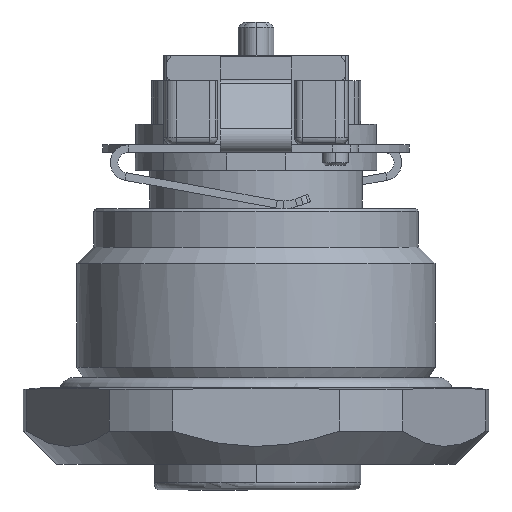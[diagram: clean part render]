
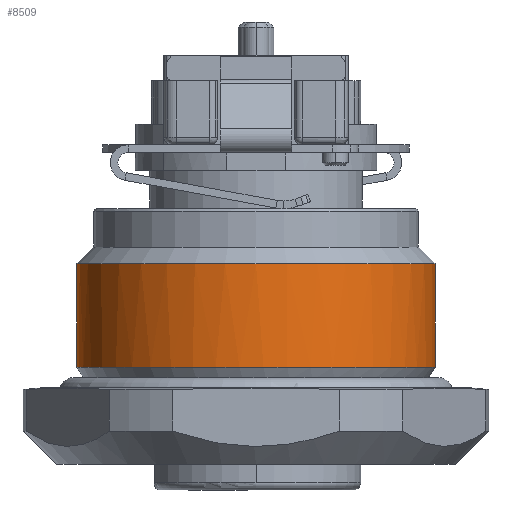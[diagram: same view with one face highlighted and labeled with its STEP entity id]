
A CAD part, left-side view. The second image highlights one B-rep face of the part: STEP entity #8509.
In plain terms, the highlighted cylindrical face has radius 7 mm (diameter 14 mm), a partial arc.
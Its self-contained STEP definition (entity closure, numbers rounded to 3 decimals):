
#8419=AXIS2_PLACEMENT_3D('Circle Axis2P3D',#8417,#8418,$) ;
#8470=AXIS2_PLACEMENT_3D('Cylinder Axis2P3D',#8467,#8468,#8469) ;
#8412=CARTESIAN_POINT('Vertex',(8.5,16.1,8.85)) ;
#8417=CARTESIAN_POINT('Axis2P3D Location',(8.5,9.1,8.85)) ;
#8421=CARTESIAN_POINT('Vertex',(8.5,2.1,8.85)) ;
#8467=CARTESIAN_POINT('Axis2P3D Location',(8.5,9.1,5.06)) ;
#8472=CARTESIAN_POINT('Line Origine',(8.5,16.1,5.06)) ;
#8476=CARTESIAN_POINT('Vertex',(8.5,16.1,4.8)) ;
#8480=CARTESIAN_POINT('Control Point',(8.5,16.1,4.8)) ;
#8481=CARTESIAN_POINT('Control Point',(7.4,16.1,4.8)) ;
#8482=CARTESIAN_POINT('Control Point',(6.301,15.884,4.8)) ;
#8483=CARTESIAN_POINT('Control Point',(5.258,15.452,4.8)) ;
#8484=CARTESIAN_POINT('Control Point',(3.397,14.202,4.8)) ;
#8485=CARTESIAN_POINT('Control Point',(2.148,12.342,4.8)) ;
#8486=CARTESIAN_POINT('Control Point',(1.716,11.299,4.8)) ;
#8487=CARTESIAN_POINT('Control Point',(1.284,9.1,4.8)) ;
#8488=CARTESIAN_POINT('Control Point',(1.716,6.901,4.8)) ;
#8489=CARTESIAN_POINT('Control Point',(2.148,5.858,4.8)) ;
#8490=CARTESIAN_POINT('Control Point',(3.398,3.998,4.8)) ;
#8491=CARTESIAN_POINT('Control Point',(5.258,2.748,4.8)) ;
#8492=CARTESIAN_POINT('Control Point',(6.301,2.316,4.8)) ;
#8493=CARTESIAN_POINT('Control Point',(7.4,2.1,4.8)) ;
#8494=CARTESIAN_POINT('Control Point',(8.5,2.1,4.8)) ;
#8495=CARTESIAN_POINT('Vertex',(8.5,2.1,4.8)) ;
#8498=CARTESIAN_POINT('Line Origine',(8.5,2.1,5.06)) ;
#8418=DIRECTION('Axis2P3D Direction',(0.,0.,-1.)) ;
#8468=DIRECTION('Axis2P3D Direction',(0.,0.,-1.)) ;
#8469=DIRECTION('Axis2P3D XDirection',(0.,-1.,0.)) ;
#8473=DIRECTION('Vector Direction',(0.,0.,-1.)) ;
#8499=DIRECTION('Vector Direction',(0.,0.,-1.)) ;
#8474=VECTOR('Line Direction',#8473,1.) ;
#8500=VECTOR('Line Direction',#8499,1.) ;
#8504=ORIENTED_EDGE('',*,*,#8478,.T.) ;
#8505=ORIENTED_EDGE('',*,*,#8497,.T.) ;
#8506=ORIENTED_EDGE('',*,*,#8502,.T.) ;
#8507=ORIENTED_EDGE('',*,*,#8423,.T.) ;
#8509=ADVANCED_FACE('V1',(#8508),#8471,.T.) ;
#8479=B_SPLINE_CURVE_WITH_KNOTS('',5,(#8480,#8481,#8482,#8483,#8484,#8485,#8486,#8487,#8488,#8489,#8490,#8491,#8492,#8493,#8494),.UNSPECIFIED.,.F.,.U.,(6,3,3,3,6),(-10.995,-5.498,0.,5.498,10.995),.UNSPECIFIED.) ;
#8420=CIRCLE('generated circle',#8419,7.) ;
#8471=CYLINDRICAL_SURFACE('generated cylinder',#8470,7.) ;
#8423=EDGE_CURVE('',#8422,#8413,#8420,.T.) ;
#8478=EDGE_CURVE('',#8413,#8477,#8475,.T.) ;
#8497=EDGE_CURVE('',#8477,#8496,#8479,.T.) ;
#8502=EDGE_CURVE('',#8496,#8422,#8501,.F.) ;
#8503=EDGE_LOOP('',(#8504,#8505,#8506,#8507)) ;
#8508=FACE_OUTER_BOUND('',#8503,.T.) ;
#8475=LINE('Line',#8472,#8474) ;
#8501=LINE('Line',#8498,#8500) ;
#8413=VERTEX_POINT('',#8412) ;
#8422=VERTEX_POINT('',#8421) ;
#8477=VERTEX_POINT('',#8476) ;
#8496=VERTEX_POINT('',#8495) ;
